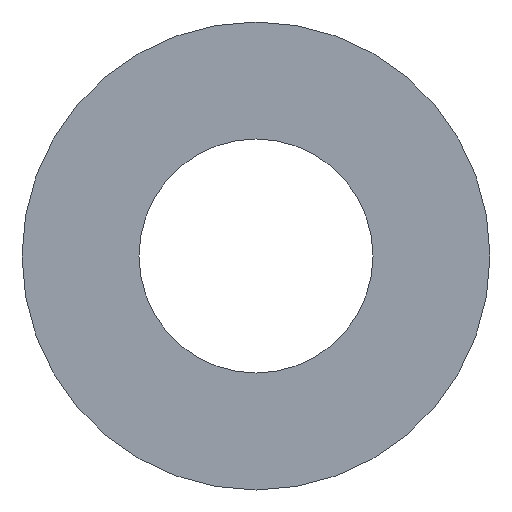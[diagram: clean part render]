
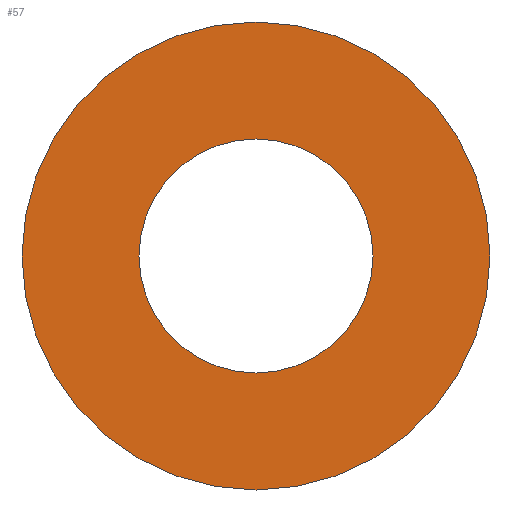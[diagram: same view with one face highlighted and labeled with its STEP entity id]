
A CAD part, front view. The second image highlights one B-rep face of the part: STEP entity #57.
In plain terms, the highlighted planar face has unit normal (0, -1, 0).
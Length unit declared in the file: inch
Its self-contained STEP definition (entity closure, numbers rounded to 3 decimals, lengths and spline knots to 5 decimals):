
#15=PLANE('',#85);
#19=FACE_BOUND('',#30,.T.);
#23=FACE_OUTER_BOUND('',#29,.T.);
#29=EDGE_LOOP('',(#49));
#30=EDGE_LOOP('',(#50));
#33=CIRCLE('',#80,0.75);
#35=CIRCLE('',#83,0.375);
#37=VERTEX_POINT('',#107);
#39=VERTEX_POINT('',#112);
#41=EDGE_CURVE('',#37,#37,#33,.T.);
#43=EDGE_CURVE('',#39,#39,#35,.T.);
#49=ORIENTED_EDGE('',*,*,#41,.T.);
#50=ORIENTED_EDGE('',*,*,#43,.F.);
#57=ADVANCED_FACE('',(#23,#19),#15,.T.);
#80=AXIS2_PLACEMENT_3D('',#108,#91,#92);
#83=AXIS2_PLACEMENT_3D('',#113,#97,#98);
#85=AXIS2_PLACEMENT_3D('',#116,#101,#102);
#91=DIRECTION('center_axis',(0.,-1.,0.));
#92=DIRECTION('ref_axis',(1.,0.,0.));
#97=DIRECTION('center_axis',(0.,-1.,0.));
#98=DIRECTION('ref_axis',(1.,0.,0.));
#101=DIRECTION('center_axis',(0.,-1.,0.));
#102=DIRECTION('ref_axis',(1.,0.,0.));
#107=CARTESIAN_POINT('',(52.3125,-0.75,-8.75));
#108=CARTESIAN_POINT('Origin',(52.3125,-0.75,-9.5));
#112=CARTESIAN_POINT('',(52.3125,-0.75,-9.125));
#113=CARTESIAN_POINT('Origin',(52.3125,-0.75,-9.5));
#116=CARTESIAN_POINT('Origin',(52.3125,-0.75,-6.));
